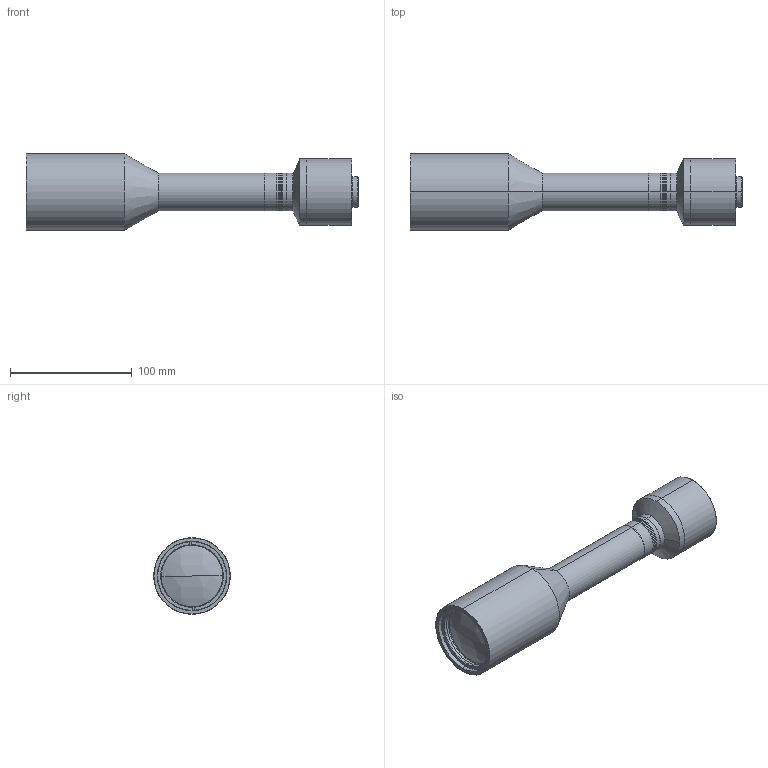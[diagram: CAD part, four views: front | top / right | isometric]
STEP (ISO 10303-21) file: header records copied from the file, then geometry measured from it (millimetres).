
FILE_DESCRIPTION (( 'STEP AP214' ), '1' );
FILE_NAME ('OTLZ18.5-15-300C.STEP', '2023-05-12T02:10:41', ( '' ), ( '' ), 'SwSTEP 2.0', 'SolidWorks 2022', '' );
FILE_SCHEMA (( 'AUTOMOTIVE_DESIGN' ));
Length unit declared in the file: millimetre
Products named in the file (1): OTLZ18.5-15-300C
Bounding box: 273.07 x 63 x 63 mm (x, y, z)
Volume: 276001.3 mm3; surface area: 108431.6 mm2
Topology: 21 solids, 21 shells, 320 faces, 698 edges, 444 vertices
Faces by surface type: cylinder 132, plane 85, cone 81, bspline 22
Entity records: 13285 total; most frequent: CARTESIAN_POINT 2191, DIRECTION 1695, ORIENTED_EDGE 1396, AXIS2_PLACEMENT_3D 720, EDGE_CURVE 698, VERTEX_POINT 444, CIRCLE 421, EDGE_LOOP 380
